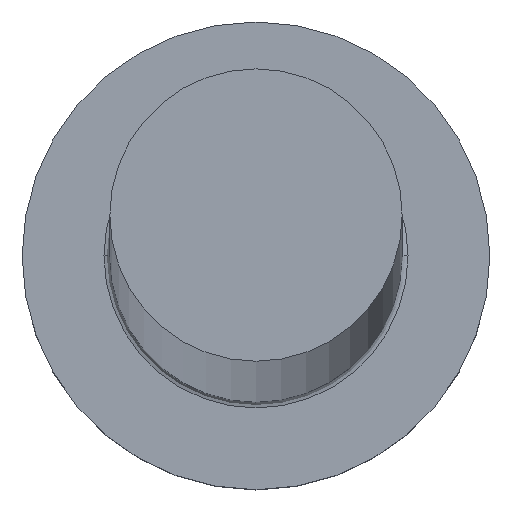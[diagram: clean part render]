
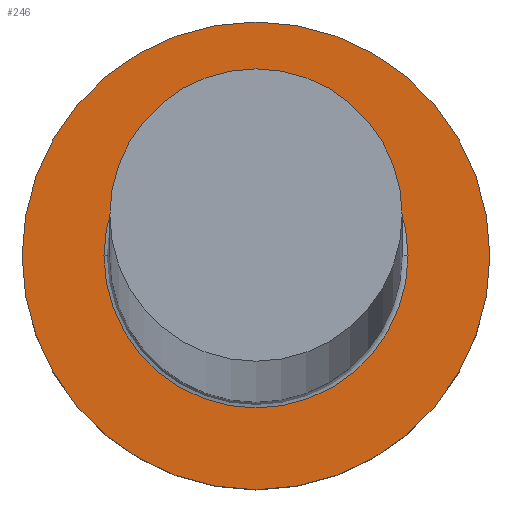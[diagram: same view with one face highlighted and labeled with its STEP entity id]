
A CAD part, top view. The second image highlights one B-rep face of the part: STEP entity #246.
In plain terms, the highlighted planar face has unit normal (0, 0, 1).
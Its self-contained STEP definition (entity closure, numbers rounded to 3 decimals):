
#6 = CARTESIAN_POINT ( 'NONE',  ( -8., 0., 5. ) ) ;
#9 = PLANE ( 'NONE',  #50 ) ;
#12 = AXIS2_PLACEMENT_3D ( 'NONE', #104, #141, #201 ) ;
#15 = VERTEX_POINT ( 'NONE', #173 ) ;
#20 = AXIS2_PLACEMENT_3D ( 'NONE', #251, #162, #82 ) ;
#21 = ORIENTED_EDGE ( 'NONE', *, *, #277, .T. ) ;
#35 = FACE_BOUND ( 'NONE', #101, .T. ) ;
#36 = CIRCLE ( 'NONE', #94, 5.2 ) ;
#47 = ORIENTED_EDGE ( 'NONE', *, *, #178, .T. ) ;
#50 = AXIS2_PLACEMENT_3D ( 'NONE', #146, #129, #184 ) ;
#60 = EDGE_CURVE ( 'NONE', #294, #15, #77, .T. ) ;
#77 = CIRCLE ( 'NONE', #12, 5.2 ) ;
#79 = CARTESIAN_POINT ( 'NONE',  ( 8., 0., 5. ) ) ;
#82 = DIRECTION ( 'NONE',  ( 1., 0., 0. ) ) ;
#89 = DIRECTION ( 'NONE',  ( 0., 0., 1. ) ) ;
#94 = AXIS2_PLACEMENT_3D ( 'NONE', #257, #145, #150 ) ;
#101 = EDGE_LOOP ( 'NONE', ( #47, #264 ) ) ;
#103 = VERTEX_POINT ( 'NONE', #79 ) ;
#104 = CARTESIAN_POINT ( 'NONE',  ( 0., 0., 5. ) ) ;
#112 = AXIS2_PLACEMENT_3D ( 'NONE', #167, #89, #211 ) ;
#129 = DIRECTION ( 'NONE',  ( 0., 0., 1. ) ) ;
#133 = EDGE_CURVE ( 'NONE', #241, #103, #303, .T. ) ;
#141 = DIRECTION ( 'NONE',  ( 0., 0., -1. ) ) ;
#145 = DIRECTION ( 'NONE',  ( 0., 0., -1. ) ) ;
#146 = CARTESIAN_POINT ( 'NONE',  ( 0., 0., 5. ) ) ;
#147 = CIRCLE ( 'NONE', #112, 8. ) ;
#148 = CARTESIAN_POINT ( 'NONE',  ( -5.2, 0., 5. ) ) ;
#150 = DIRECTION ( 'NONE',  ( 1., 0., 0. ) ) ;
#162 = DIRECTION ( 'NONE',  ( 0., 0., 1. ) ) ;
#167 = CARTESIAN_POINT ( 'NONE',  ( 0., 0., 5. ) ) ;
#172 = EDGE_LOOP ( 'NONE', ( #267, #21 ) ) ;
#173 = CARTESIAN_POINT ( 'NONE',  ( 5.2, 0., 5. ) ) ;
#178 = EDGE_CURVE ( 'NONE', #15, #294, #36, .T. ) ;
#184 = DIRECTION ( 'NONE',  ( 1., 0., 0. ) ) ;
#201 = DIRECTION ( 'NONE',  ( 1., 0., 0. ) ) ;
#211 = DIRECTION ( 'NONE',  ( 1., 0., 0. ) ) ;
#237 = FACE_OUTER_BOUND ( 'NONE', #172, .T. ) ;
#241 = VERTEX_POINT ( 'NONE', #6 ) ;
#246 = ADVANCED_FACE ( 'NONE', ( #35, #237 ), #9, .T. ) ;
#251 = CARTESIAN_POINT ( 'NONE',  ( 0., 0., 5. ) ) ;
#257 = CARTESIAN_POINT ( 'NONE',  ( 0., 0., 5. ) ) ;
#264 = ORIENTED_EDGE ( 'NONE', *, *, #60, .T. ) ;
#267 = ORIENTED_EDGE ( 'NONE', *, *, #133, .T. ) ;
#277 = EDGE_CURVE ( 'NONE', #103, #241, #147, .T. ) ;
#294 = VERTEX_POINT ( 'NONE', #148 ) ;
#303 = CIRCLE ( 'NONE', #20, 8. ) ;
